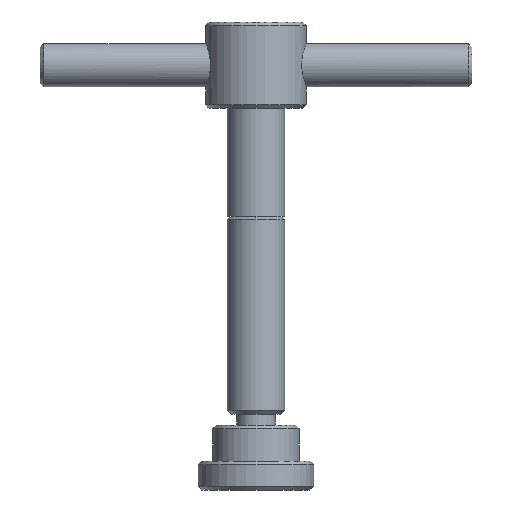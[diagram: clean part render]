
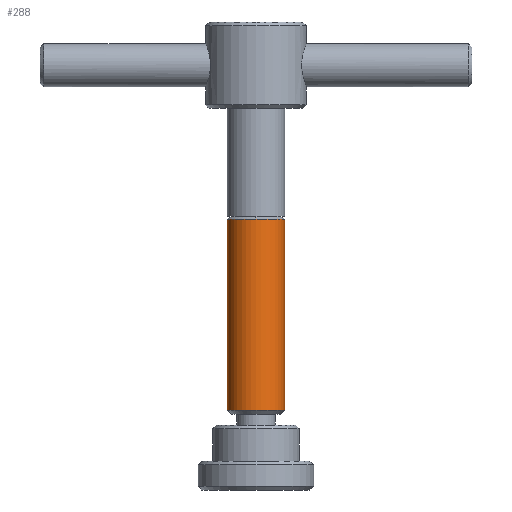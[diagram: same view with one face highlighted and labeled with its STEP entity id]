
A CAD part, front view. The second image highlights one B-rep face of the part: STEP entity #288.
In plain terms, the highlighted cylindrical face has radius 4 mm (diameter 8 mm), a partial arc.
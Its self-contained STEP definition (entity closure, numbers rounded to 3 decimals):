
#260=EDGE_CURVE('',#318,#390,#664,.T.);
#264=EDGE_CURVE('',#390,#302,#668,.T.);
#288=ADVANCED_FACE('',(#696),#697,.T.);
#302=VERTEX_POINT('',#714);
#318=VERTEX_POINT('',#731);
#374=EDGE_CURVE('',#460,#436,#801,.T.);
#390=VERTEX_POINT('',#818);
#428=EDGE_CURVE('',#436,#318,#860,.T.);
#436=VERTEX_POINT('',#868);
#460=VERTEX_POINT('',#895);
#496=EDGE_CURVE('',#302,#460,#932,.T.);
#664=CIRCLE('',#1130,4.0);
#668=LINE('',#1135,#1136);
#696=FACE_OUTER_BOUND('',#1175,.T.);
#697=CYLINDRICAL_SURFACE('',#1176,4.0);
#714=CARTESIAN_POINT('',(4.,0.,37.609));
#731=CARTESIAN_POINT('',(-4.,0.,11.1));
#801=CIRCLE('',#1315,4.0);
#818=CARTESIAN_POINT('',(4.,0.,11.1));
#860=LINE('',#1443,#1444);
#868=CARTESIAN_POINT('',(-4.,0.,37.609));
#895=CARTESIAN_POINT('',(0.,-4.,37.609));
#932=CIRCLE('',#1541,4.0);
#1130=AXIS2_PLACEMENT_3D('',#1810,#1811,#1812);
#1135=CARTESIAN_POINT('',(4.,0.,32.05));
#1136=VECTOR('',#1813,1.0);
#1175=EDGE_LOOP('',(#1852,#1853,#1854,#1855,#1856));
#1176=AXIS2_PLACEMENT_3D('',#1857,#1858,#1859);
#1315=AXIS2_PLACEMENT_3D('',#2020,#2021,#2022);
#1443=CARTESIAN_POINT('',(-4.,0.,32.05));
#1444=VECTOR('',#2096,1.0);
#1541=AXIS2_PLACEMENT_3D('',#2164,#2165,#2166);
#1810=CARTESIAN_POINT('',(0.,0.,11.1));
#1811=DIRECTION('',(0.,0.,1.0));
#1812=DIRECTION('',(1.0,0.,0.));
#1813=DIRECTION('',(0.,0.,1.0));
#1852=ORIENTED_EDGE('',*,*,#264,.T.);
#1853=ORIENTED_EDGE('',*,*,#496,.T.);
#1854=ORIENTED_EDGE('',*,*,#374,.T.);
#1855=ORIENTED_EDGE('',*,*,#428,.T.);
#1856=ORIENTED_EDGE('',*,*,#260,.T.);
#1857=CARTESIAN_POINT('',(0.,0.,32.05));
#1858=DIRECTION('',(0.,0.,-1.0));
#1859=DIRECTION('',(1.0,0.,0.));
#2020=CARTESIAN_POINT('',(0.,0.,37.609));
#2021=DIRECTION('',(0.,0.,-1.0));
#2022=DIRECTION('',(1.0,0.,0.));
#2096=DIRECTION('',(0.,0.,-1.0));
#2164=CARTESIAN_POINT('',(0.,0.,37.609));
#2165=DIRECTION('',(0.,0.,-1.0));
#2166=DIRECTION('',(1.0,0.,0.));
